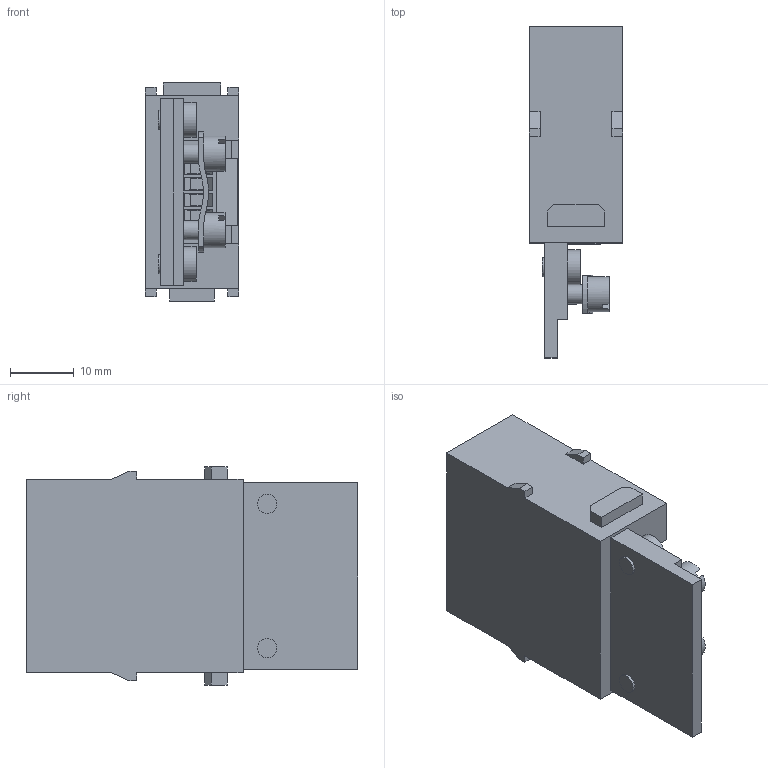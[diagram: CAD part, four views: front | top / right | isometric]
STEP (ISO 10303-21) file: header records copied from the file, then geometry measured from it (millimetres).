
FILE_DESCRIPTION(/* description */ (''),/* implementation_level */ '2;1');
FILE_NAME(/* name */ '100095368ugm000_b.stp',/* time_stamp */ '2017-10-27T12:17:47+02:00',/* author */ (''),/* organization */ (''),/* preprocessor_version */ 'ST-DEVELOPER v16',/* originating_system */ 'SIEMENS PLM Software NX 10.0',/* authorisation */ '');
FILE_SCHEMA (('AUTOMOTIVE_DESIGN { 1 0 10303 214 3 1 1 1 }'));
Length unit declared in the file: millimetre
Products named in the file (1): 100095368ugm000_b
Bounding box: 14.65 x 52 x 34.2 mm (x, y, z)
Volume: 11401.5 mm3; surface area: 8381.4 mm2
Topology: 1 solids, 1 shells, 314 faces, 831 edges, 555 vertices
Faces by surface type: plane 275, cylinder 39
Full cylindrical faces by diameter (mm): 0.57 x1, 0.63 x1, 2.2 x4, 3 x4, 5.5 x4
Entity records: 10450 total; most frequent: CARTESIAN_POINT 1839, ORIENTED_EDGE 1634, DIRECTION 1535, EDGE_CURVE 817, LINE 707, VECTOR 707, VERTEX_POINT 554, AXIS2_PLACEMENT_3D 414
